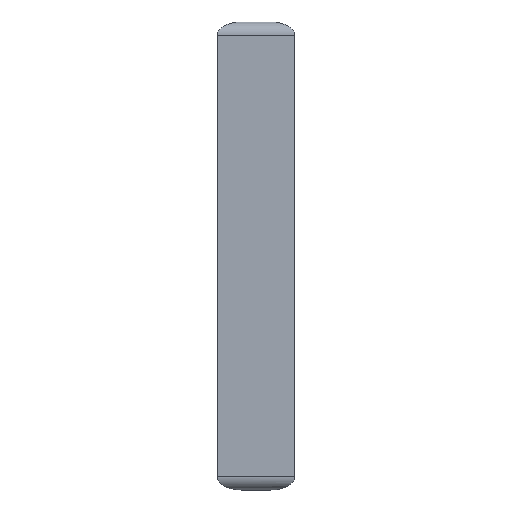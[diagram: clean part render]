
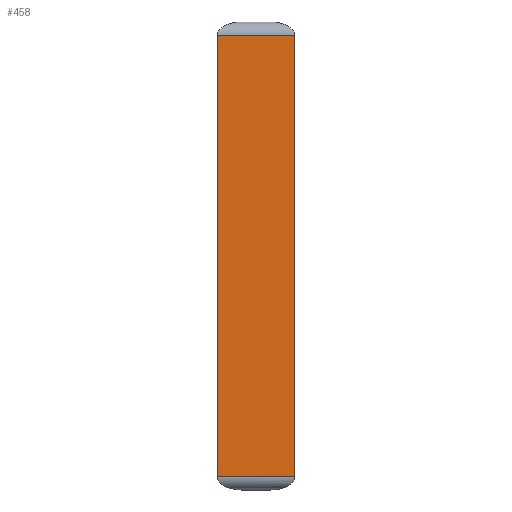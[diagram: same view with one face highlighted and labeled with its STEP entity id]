
A CAD part, front view. The second image highlights one B-rep face of the part: STEP entity #458.
In plain terms, the highlighted planar face has unit normal (0, -1, 0).
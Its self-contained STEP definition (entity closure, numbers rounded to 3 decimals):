
#36=PLANE('',#508);
#52=FACE_OUTER_BOUND('',#84,.T.);
#84=EDGE_LOOP('',(#327,#328,#329,#330));
#121=LINE('',#724,#163);
#127=LINE('',#738,#169);
#132=LINE('',#748,#174);
#133=LINE('',#749,#175);
#163=VECTOR('',#567,10.);
#169=VECTOR('',#583,10.);
#174=VECTOR('',#590,10.);
#175=VECTOR('',#591,10.);
#207=VERTEX_POINT('',#722);
#208=VERTEX_POINT('',#723);
#211=VERTEX_POINT('',#737);
#215=VERTEX_POINT('',#747);
#243=EDGE_CURVE('',#207,#208,#121,.T.);
#251=EDGE_CURVE('',#208,#211,#127,.T.);
#256=EDGE_CURVE('',#207,#215,#132,.T.);
#257=EDGE_CURVE('',#211,#215,#133,.T.);
#327=ORIENTED_EDGE('',*,*,#243,.F.);
#328=ORIENTED_EDGE('',*,*,#256,.T.);
#329=ORIENTED_EDGE('',*,*,#257,.F.);
#330=ORIENTED_EDGE('',*,*,#251,.F.);
#458=ADVANCED_FACE('',(#52),#36,.T.);
#508=AXIS2_PLACEMENT_3D('',#746,#588,#589);
#567=DIRECTION('',(-1.,0.,0.));
#583=DIRECTION('',(0.,0.,1.));
#588=DIRECTION('center_axis',(0.,-1.,0.));
#589=DIRECTION('ref_axis',(1.,0.,0.));
#590=DIRECTION('',(0.,0.,1.));
#591=DIRECTION('',(1.,0.,0.));
#722=CARTESIAN_POINT('',(90.8,-125.,1.));
#723=CARTESIAN_POINT('',(85.,-125.,1.));
#724=CARTESIAN_POINT('',(86.45,-125.,1.));
#737=CARTESIAN_POINT('',(85.,-125.,34.));
#738=CARTESIAN_POINT('',(85.,-125.,0.));
#746=CARTESIAN_POINT('Origin',(85.,-125.,0.));
#747=CARTESIAN_POINT('',(90.8,-125.,34.));
#748=CARTESIAN_POINT('',(90.8,-125.,0.));
#749=CARTESIAN_POINT('',(86.45,-125.,34.));
